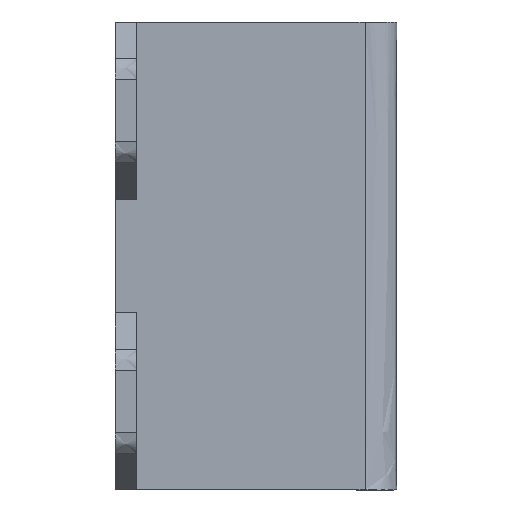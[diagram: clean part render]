
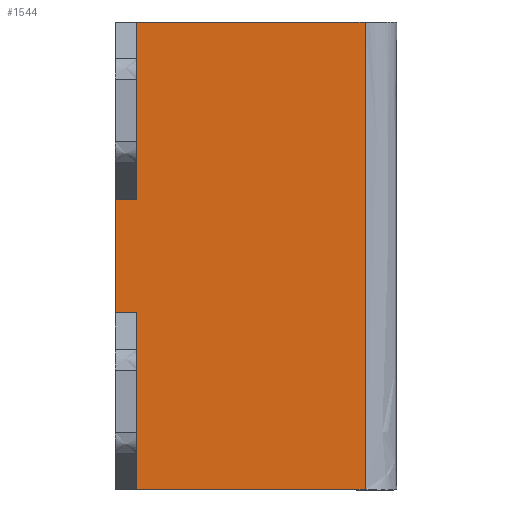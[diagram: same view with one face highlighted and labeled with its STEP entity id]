
A CAD part, left-side view. The second image highlights one B-rep face of the part: STEP entity #1544.
In plain terms, the highlighted planar face has unit normal (-1, 0, 0).
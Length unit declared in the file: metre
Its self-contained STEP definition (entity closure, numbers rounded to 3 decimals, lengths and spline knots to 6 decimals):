
#88 = CARTESIAN_POINT('NONE', (-0.076, 0.049, -0.044));
#89 = VERTEX_POINT('NONE', #88);
#90 = CARTESIAN_POINT('NONE', (-0.076, 0.049, 0.044));
#91 = VERTEX_POINT('NONE', #90);
#112 = CARTESIAN_POINT('NONE', (-0.076, 0.002, -0.044));
#113 = VERTEX_POINT('NONE', #112);
#114 = CARTESIAN_POINT('NONE', (-0.076, 0.002, 0.044));
#115 = VERTEX_POINT('NONE', #114);
#468 = DIRECTION('NONE', (0, 0, 1));
#469 = VECTOR('NONE', #468, 1);
#470 = CARTESIAN_POINT('NONE', (-0.076, 0.049, -0.044));
#471 = LINE('NONE', #470, #469);
#524 = DIRECTION('NONE', (0, 0, 1));
#525 = VECTOR('NONE', #524, 1);
#526 = CARTESIAN_POINT('NONE', (-0.076, 0.002, -0.044));
#527 = LINE('NONE', #526, #525);
#540 = DIRECTION('NONE', (0, -1, 0));
#541 = VECTOR('NONE', #540, 1);
#542 = CARTESIAN_POINT('NONE', (-0.076, 0.049, -0.044));
#543 = LINE('NONE', #542, #541);
#544 = DIRECTION('NONE', (0, 1, 0));
#545 = VECTOR('NONE', #544, 1);
#546 = CARTESIAN_POINT('NONE', (-0.076, 0.002, 0.044));
#547 = LINE('NONE', #546, #545);
#867 = EDGE_CURVE('NONE', #89, #91, #471, .T.);
#881 = EDGE_CURVE('NONE', #113, #115, #527, .T.);
#885 = EDGE_CURVE('NONE', #89, #113, #543, .T.);
#886 = EDGE_CURVE('NONE', #115, #91, #547, .T.);
#1115 = CARTESIAN_POINT('NONE', (-0.076, 0.0225, -0));
#1116 = DIRECTION('NONE', (-1, -0, 0));
#1117 = AXIS2_PLACEMENT_3D('NONE', #1115, #1116, $);
#1118 = PLANE('NONE', #1117);
#1538 = ORIENTED_EDGE('NONE', *, *, #885, .T.);
#1539 = ORIENTED_EDGE('NONE', *, *, #881, .T.);
#1540 = ORIENTED_EDGE('NONE', *, *, #886, .T.);
#1541 = ORIENTED_EDGE('NONE', *, *, #867, .F.);
#1542 = EDGE_LOOP('NONE', (#1538, #1539, #1540, #1541));
#1543 = FACE_BOUND('NONE', #1542, .T.);
#1544 = ADVANCED_FACE('NONE', (#1543), #1118, .T.);
